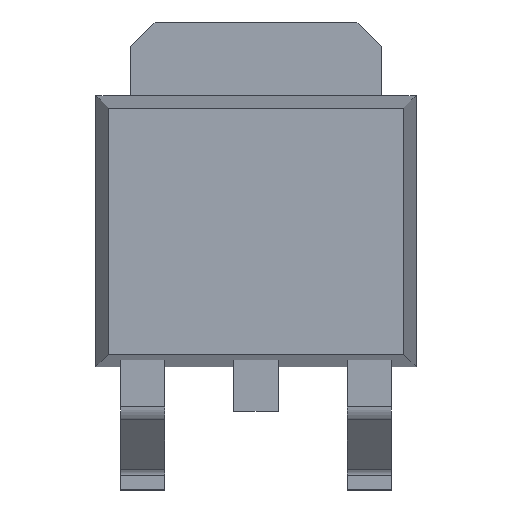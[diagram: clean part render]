
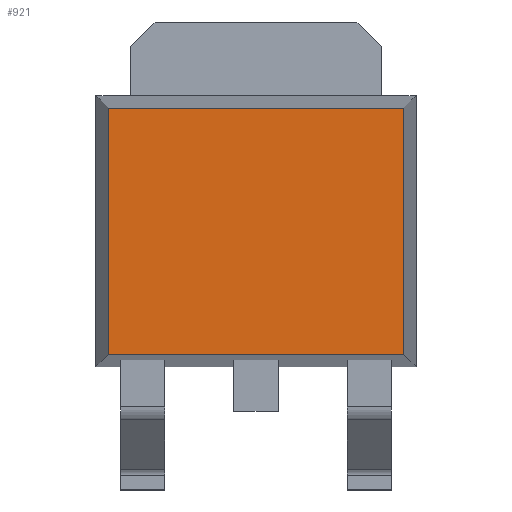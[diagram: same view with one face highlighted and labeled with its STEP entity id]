
A CAD part, top view. The second image highlights one B-rep face of the part: STEP entity #921.
In plain terms, the highlighted planar face has unit normal (0, 0, 1).
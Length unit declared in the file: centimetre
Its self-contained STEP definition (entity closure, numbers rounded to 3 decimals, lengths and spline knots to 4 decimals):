
#178=VERTEX_POINT('',#1363);
#179=VERTEX_POINT('',#1365);
#183=VERTEX_POINT('',#1375);
#185=VERTEX_POINT('',#1381);
#270=VECTOR('',#1136,1.);
#275=VECTOR('',#1142,1.);
#278=VECTOR('',#1146,1.);
#281=VECTOR('',#1150,1.);
#376=LINE('',#1364,#270);
#381=LINE('',#1374,#275);
#384=LINE('',#1380,#278);
#387=LINE('',#1385,#281);
#498=EDGE_CURVE('',#178,#179,#376,.T.);
#503=EDGE_CURVE('',#179,#183,#381,.T.);
#506=EDGE_CURVE('',#183,#185,#384,.T.);
#509=EDGE_CURVE('',#185,#178,#387,.T.);
#733=ORIENTED_EDGE('',*,*,#498,.F.);
#734=ORIENTED_EDGE('',*,*,#509,.F.);
#735=ORIENTED_EDGE('',*,*,#506,.F.);
#736=ORIENTED_EDGE('',*,*,#503,.F.);
#822=EDGE_LOOP('',(#733,#734,#735,#736));
#873=FACE_BOUND('',#822,.T.);
#921=ADVANCED_FACE('',(#873),#1465,.T.);
#984=AXIS2_PLACEMENT_3D('',#1400,#1160,$);
#1136=DIRECTION('',(1.,0.,0.));
#1142=DIRECTION('',(0.,-1.,0.));
#1146=DIRECTION('',(-1.,0.,0.));
#1150=DIRECTION('',(0.,1.,0.));
#1160=DIRECTION('',(0.,0.,1.));
#1363=CARTESIAN_POINT('',(-0.2997,0.9247,0.23));
#1364=CARTESIAN_POINT('',(0.,0.9247,0.23));
#1365=CARTESIAN_POINT('',(0.2997,0.9247,0.23));
#1374=CARTESIAN_POINT('',(0.2997,0.675,0.23));
#1375=CARTESIAN_POINT('',(0.2997,0.4253,0.23));
#1380=CARTESIAN_POINT('',(0.,0.4253,0.23));
#1381=CARTESIAN_POINT('',(-0.2997,0.4253,0.23));
#1385=CARTESIAN_POINT('',(-0.2997,0.675,0.23));
#1400=CARTESIAN_POINT('',(0.,0.675,0.23));
#1465=PLANE('',#984);
